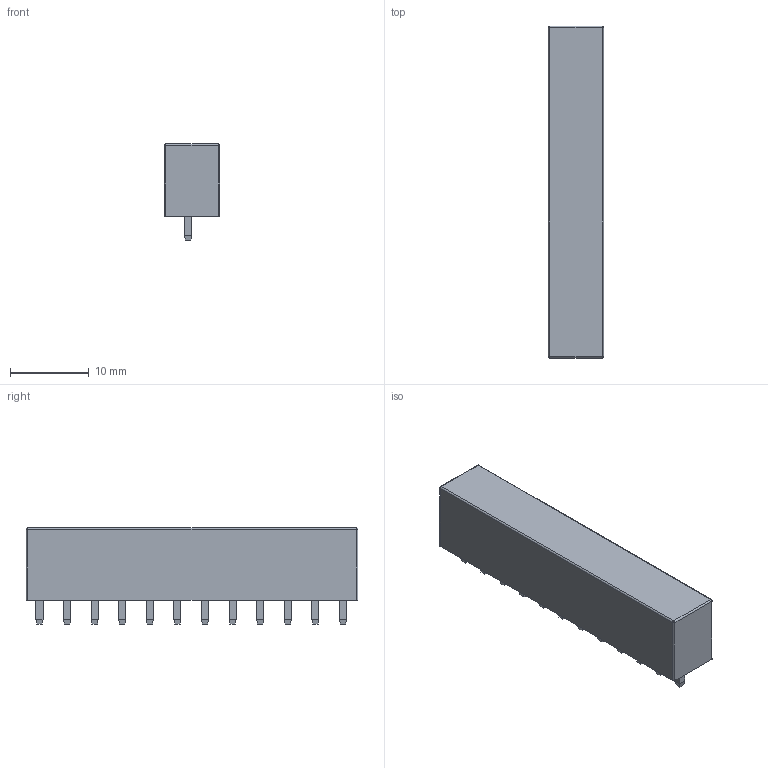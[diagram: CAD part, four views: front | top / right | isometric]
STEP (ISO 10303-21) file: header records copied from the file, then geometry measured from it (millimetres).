
FILE_DESCRIPTION(/* description */ (''),/* implementation_level */ '2;1');
FILE_NAME(/* name */ 'CTM090P8_bottom.step',/* time_stamp */ '2020-11-01T14:51:02+01:00',/* author */ (''),/* organization */ (''),/* preprocessor_version */ 'ST-DEVELOPER v18.1',/* originating_system */ 'Autodesk Translation Framework v9.3.0.1241',/* authorisation */ '');
FILE_SCHEMA (('AUTOMOTIVE_DESIGN { 1 0 10303 214 3 1 1 }'));
Length unit declared in the file: millimetre
Products named in the file (1): Bottom
Bounding box: 7 x 42.1 x 12.2 mm (x, y, z)
Volume: 2738.1 mm3; surface area: 1604.6 mm2
Topology: 1 solids, 1 shells, 126 faces, 276 edges, 164 vertices
Faces by surface type: plane 114, cylinder 8, sphere 4
Entity records: 3374 total; most frequent: CARTESIAN_POINT 567, ORIENTED_EDGE 552, DIRECTION 546, EDGE_CURVE 276, LINE 260, VECTOR 260, VERTEX_POINT 164, AXIS2_PLACEMENT_3D 143
